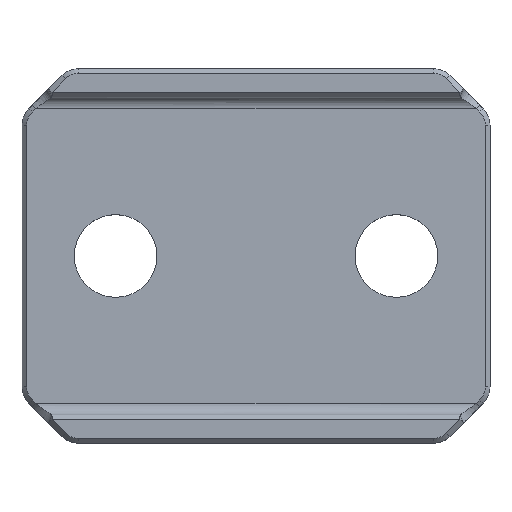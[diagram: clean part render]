
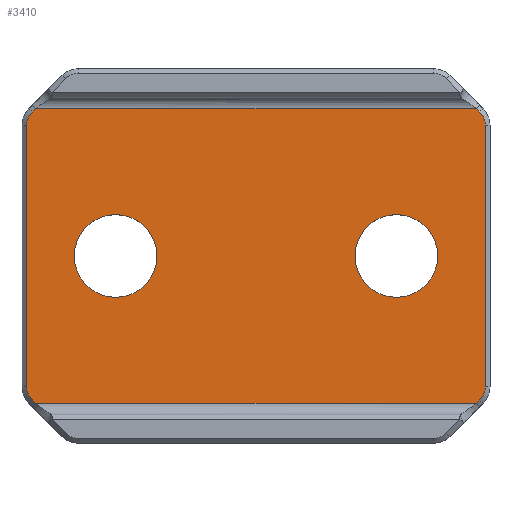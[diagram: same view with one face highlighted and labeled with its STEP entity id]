
A CAD part, top view. The second image highlights one B-rep face of the part: STEP entity #3410.
In plain terms, the highlighted planar face has unit normal (0, 0, 1).
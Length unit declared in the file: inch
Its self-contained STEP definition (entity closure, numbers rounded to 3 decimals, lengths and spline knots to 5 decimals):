
#23 = DIRECTION ( 'NONE',  ( 0., 1., 0. ) ) ;
#75 = LINE ( 'NONE', #3651, #1566 ) ;
#77 = EDGE_CURVE ( 'NONE', #1673, #718, #2276, .T. ) ;
#125 = DIRECTION ( 'NONE',  ( 0.707, 0.707, 0. ) ) ;
#155 = EDGE_CURVE ( 'NONE', #529, #159, #2912, .T. ) ;
#159 = VERTEX_POINT ( 'NONE', #3372 ) ;
#205 = VERTEX_POINT ( 'NONE', #229 ) ;
#219 = DIRECTION ( 'NONE',  ( 0.707, -0.707, 0. ) ) ;
#229 = CARTESIAN_POINT ( 'NONE',  ( 0.58857, -0.39375, 0. ) ) ;
#235 = CARTESIAN_POINT ( 'NONE',  ( -0.6125, -0.34911, 0. ) ) ;
#240 = CARTESIAN_POINT ( 'NONE',  ( -0.575, 0.39375, 0. ) ) ;
#247 = CARTESIAN_POINT ( 'NONE',  ( 0.5625, -0.34911, 0. ) ) ;
#276 = CARTESIAN_POINT ( 'NONE',  ( 0.575, -0.39375, 0. ) ) ;
#293 = ORIENTED_EDGE ( 'NONE', *, *, #155, .T. ) ;
#342 = CARTESIAN_POINT ( 'NONE',  ( -0.59786, -0.38447, 0. ) ) ;
#353 = VECTOR ( 'NONE', #3054, 39.37008 ) ;
#354 = EDGE_CURVE ( 'NONE', #3662, #205, #2719, .T. ) ;
#361 = DIRECTION ( 'NONE',  ( 0., 1., 0. ) ) ;
#368 = AXIS2_PLACEMENT_3D ( 'NONE', #1852, #606, #3404 ) ;
#419 = ORIENTED_EDGE ( 'NONE', *, *, #1975, .T. ) ;
#427 = VERTEX_POINT ( 'NONE', #961 ) ;
#454 = VECTOR ( 'NONE', #3938, 39.37008 ) ;
#458 = CARTESIAN_POINT ( 'NONE',  ( 0.375, 0.1105, 0. ) ) ;
#459 = CIRCLE ( 'NONE', #3262, 0.05 ) ;
#482 = ORIENTED_EDGE ( 'NONE', *, *, #354, .T. ) ;
#529 = VERTEX_POINT ( 'NONE', #1591 ) ;
#533 = ORIENTED_EDGE ( 'NONE', *, *, #2544, .T. ) ;
#540 = VERTEX_POINT ( 'NONE', #1621 ) ;
#606 = DIRECTION ( 'NONE',  ( 0., 0., -1. ) ) ;
#645 = CARTESIAN_POINT ( 'NONE',  ( 0.375, 0., 0. ) ) ;
#718 = VERTEX_POINT ( 'NONE', #458 ) ;
#723 = ORIENTED_EDGE ( 'NONE', *, *, #3249, .T. ) ;
#783 = AXIS2_PLACEMENT_3D ( 'NONE', #247, #2412, #810 ) ;
#810 = DIRECTION ( 'NONE',  ( 0., 1., 0. ) ) ;
#833 = CARTESIAN_POINT ( 'NONE',  ( -0.5625, 0.34911, 0. ) ) ;
#860 = VECTOR ( 'NONE', #2470, 39.37008 ) ;
#872 = DIRECTION ( 'NONE',  ( 0., 1., 0. ) ) ;
#873 = CARTESIAN_POINT ( 'NONE',  ( 0.59741, 0.38491, 0. ) ) ;
#880 = ORIENTED_EDGE ( 'NONE', *, *, #3588, .T. ) ;
#886 = AXIS2_PLACEMENT_3D ( 'NONE', #3867, #2008, #2320 ) ;
#918 = DIRECTION ( 'NONE',  ( 0., 0., -1. ) ) ;
#930 = AXIS2_PLACEMENT_3D ( 'NONE', #1239, #2218, #23 ) ;
#939 = LINE ( 'NONE', #2605, #1284 ) ;
#961 = CARTESIAN_POINT ( 'NONE',  ( 0.59786, 0.38447, 0. ) ) ;
#985 = CIRCLE ( 'NONE', #368, 0.1105 ) ;
#1056 = AXIS2_PLACEMENT_3D ( 'NONE', #1692, #2319, #2332 ) ;
#1133 = ORIENTED_EDGE ( 'NONE', *, *, #2450, .T. ) ;
#1169 = ORIENTED_EDGE ( 'NONE', *, *, #3506, .T. ) ;
#1185 = DIRECTION ( 'NONE',  ( 0., 1., 0. ) ) ;
#1211 = CARTESIAN_POINT ( 'NONE',  ( 0.625, 0., 0. ) ) ;
#1239 = CARTESIAN_POINT ( 'NONE',  ( -0.375, 0., 0. ) ) ;
#1264 = ORIENTED_EDGE ( 'NONE', *, *, #3309, .T. ) ;
#1284 = VECTOR ( 'NONE', #125, 39.37008 ) ;
#1316 = VERTEX_POINT ( 'NONE', #3990 ) ;
#1331 = VERTEX_POINT ( 'NONE', #342 ) ;
#1381 = LINE ( 'NONE', #3102, #353 ) ;
#1472 = CARTESIAN_POINT ( 'NONE',  ( -0.375, 0.1105, 0. ) ) ;
#1490 = CARTESIAN_POINT ( 'NONE',  ( 0.58857, 0.39375, 0. ) ) ;
#1500 = VERTEX_POINT ( 'NONE', #2185 ) ;
#1548 = CARTESIAN_POINT ( 'NONE',  ( 0.375, -0.1105, 0. ) ) ;
#1566 = VECTOR ( 'NONE', #2063, 39.37008 ) ;
#1591 = CARTESIAN_POINT ( 'NONE',  ( -0.59786, 0.38447, 0. ) ) ;
#1621 = CARTESIAN_POINT ( 'NONE',  ( 0.59786, -0.38447, 0. ) ) ;
#1673 = VERTEX_POINT ( 'NONE', #1548 ) ;
#1692 = CARTESIAN_POINT ( 'NONE',  ( 0.375, 0., 0. ) ) ;
#1693 = ORIENTED_EDGE ( 'NONE', *, *, #3026, .T. ) ;
#1726 = FACE_BOUND ( 'NONE', #1767, .T. ) ;
#1729 = CARTESIAN_POINT ( 'NONE',  ( -0.58857, 0.39375, 0. ) ) ;
#1767 = EDGE_LOOP ( 'NONE', ( #2586, #880 ) ) ;
#1796 = EDGE_CURVE ( 'NONE', #1316, #427, #459, .T. ) ;
#1817 = DIRECTION ( 'NONE',  ( 0., 0., -1. ) ) ;
#1852 = CARTESIAN_POINT ( 'NONE',  ( -0.375, 0., 0. ) ) ;
#1975 = EDGE_CURVE ( 'NONE', #2582, #1331, #3482, .T. ) ;
#2008 = DIRECTION ( 'NONE',  ( 0., 0., 1. ) ) ;
#2013 = VERTEX_POINT ( 'NONE', #1729 ) ;
#2063 = DIRECTION ( 'NONE',  ( -0.707, -0.707, 0. ) ) ;
#2081 = EDGE_CURVE ( 'NONE', #427, #2182, #3966, .T. ) ;
#2117 = CARTESIAN_POINT ( 'NONE',  ( 0.6125, 0.34911, 0. ) ) ;
#2182 = VERTEX_POINT ( 'NONE', #1490 ) ;
#2185 = CARTESIAN_POINT ( 'NONE',  ( 0.6125, -0.34911, 0. ) ) ;
#2190 = EDGE_LOOP ( 'NONE', ( #2397, #2996, #1264, #723, #293, #3648, #419, #1693, #482, #1133, #533, #1169 ) ) ;
#2203 = FACE_OUTER_BOUND ( 'NONE', #2190, .T. ) ;
#2218 = DIRECTION ( 'NONE',  ( 0., 0., -1. ) ) ;
#2231 = DIRECTION ( 'NONE',  ( 0., 0., 1. ) ) ;
#2255 = VECTOR ( 'NONE', #1185, 39.37008 ) ;
#2276 = CIRCLE ( 'NONE', #1056, 0.1105 ) ;
#2302 = LINE ( 'NONE', #240, #3281 ) ;
#2319 = DIRECTION ( 'NONE',  ( 0., 0., -1. ) ) ;
#2320 = DIRECTION ( 'NONE',  ( 0., 1., 0. ) ) ;
#2332 = DIRECTION ( 'NONE',  ( 0., 1., 0. ) ) ;
#2387 = VERTEX_POINT ( 'NONE', #1472 ) ;
#2397 = ORIENTED_EDGE ( 'NONE', *, *, #1796, .T. ) ;
#2412 = DIRECTION ( 'NONE',  ( 0., 0., 1. ) ) ;
#2438 = CARTESIAN_POINT ( 'NONE',  ( -0.375, -0.1105, 0. ) ) ;
#2450 = EDGE_CURVE ( 'NONE', #205, #540, #939, .T. ) ;
#2470 = DIRECTION ( 'NONE',  ( 1., 0., 0. ) ) ;
#2480 = AXIS2_PLACEMENT_3D ( 'NONE', #645, #918, #361 ) ;
#2535 = AXIS2_PLACEMENT_3D ( 'NONE', #1211, #1817, #4016 ) ;
#2544 = EDGE_CURVE ( 'NONE', #540, #1500, #3045, .T. ) ;
#2582 = VERTEX_POINT ( 'NONE', #235 ) ;
#2586 = ORIENTED_EDGE ( 'NONE', *, *, #2654, .T. ) ;
#2605 = CARTESIAN_POINT ( 'NONE',  ( 0.59786, -0.38447, 0. ) ) ;
#2610 = EDGE_CURVE ( 'NONE', #159, #2582, #1381, .T. ) ;
#2630 = VERTEX_POINT ( 'NONE', #2438 ) ;
#2654 = EDGE_CURVE ( 'NONE', #2387, #2630, #985, .T. ) ;
#2697 = FACE_BOUND ( 'NONE', #3807, .T. ) ;
#2719 = LINE ( 'NONE', #276, #860 ) ;
#2746 = DIRECTION ( 'NONE',  ( 0., 0., 1. ) ) ;
#2912 = CIRCLE ( 'NONE', #3418, 0.05 ) ;
#2938 = CIRCLE ( 'NONE', #2480, 0.1105 ) ;
#2996 = ORIENTED_EDGE ( 'NONE', *, *, #2081, .T. ) ;
#3019 = DIRECTION ( 'NONE',  ( -1., 0., 0. ) ) ;
#3025 = ORIENTED_EDGE ( 'NONE', *, *, #77, .T. ) ;
#3026 = EDGE_CURVE ( 'NONE', #1331, #3662, #3198, .T. ) ;
#3045 = CIRCLE ( 'NONE', #783, 0.05 ) ;
#3054 = DIRECTION ( 'NONE',  ( 0., -1., 0. ) ) ;
#3087 = LINE ( 'NONE', #2117, #2255 ) ;
#3102 = CARTESIAN_POINT ( 'NONE',  ( -0.6125, 0., 0. ) ) ;
#3120 = DIRECTION ( 'NONE',  ( 0., 1., 0. ) ) ;
#3198 = LINE ( 'NONE', #3276, #3586 ) ;
#3249 = EDGE_CURVE ( 'NONE', #2013, #529, #75, .T. ) ;
#3262 = AXIS2_PLACEMENT_3D ( 'NONE', #3484, #2231, #3120 ) ;
#3276 = CARTESIAN_POINT ( 'NONE',  ( -0.59741, -0.38491, 0. ) ) ;
#3281 = VECTOR ( 'NONE', #3019, 39.37008 ) ;
#3309 = EDGE_CURVE ( 'NONE', #2182, #2013, #2302, .T. ) ;
#3372 = CARTESIAN_POINT ( 'NONE',  ( -0.6125, 0.34911, 0. ) ) ;
#3384 = PLANE ( 'NONE',  #2535 ) ;
#3404 = DIRECTION ( 'NONE',  ( 0., 1., 0. ) ) ;
#3410 = ADVANCED_FACE ( 'NONE', ( #2203, #2697, #1726 ), #3384, .F. ) ;
#3418 = AXIS2_PLACEMENT_3D ( 'NONE', #833, #2746, #872 ) ;
#3482 = CIRCLE ( 'NONE', #886, 0.05 ) ;
#3484 = CARTESIAN_POINT ( 'NONE',  ( 0.5625, 0.34911, 0. ) ) ;
#3506 = EDGE_CURVE ( 'NONE', #1500, #1316, #3087, .T. ) ;
#3586 = VECTOR ( 'NONE', #219, 39.37008 ) ;
#3588 = EDGE_CURVE ( 'NONE', #2630, #2387, #3758, .T. ) ;
#3648 = ORIENTED_EDGE ( 'NONE', *, *, #2610, .T. ) ;
#3651 = CARTESIAN_POINT ( 'NONE',  ( -0.59786, 0.38447, 0. ) ) ;
#3660 = EDGE_CURVE ( 'NONE', #718, #1673, #2938, .T. ) ;
#3662 = VERTEX_POINT ( 'NONE', #3740 ) ;
#3740 = CARTESIAN_POINT ( 'NONE',  ( -0.58857, -0.39375, 0. ) ) ;
#3758 = CIRCLE ( 'NONE', #930, 0.1105 ) ;
#3807 = EDGE_LOOP ( 'NONE', ( #3991, #3025 ) ) ;
#3867 = CARTESIAN_POINT ( 'NONE',  ( -0.5625, -0.34911, 0. ) ) ;
#3938 = DIRECTION ( 'NONE',  ( -0.707, 0.707, 0. ) ) ;
#3966 = LINE ( 'NONE', #873, #454 ) ;
#3990 = CARTESIAN_POINT ( 'NONE',  ( 0.6125, 0.34911, 0. ) ) ;
#3991 = ORIENTED_EDGE ( 'NONE', *, *, #3660, .T. ) ;
#4016 = DIRECTION ( 'NONE',  ( 0., 1., 0. ) ) ;
